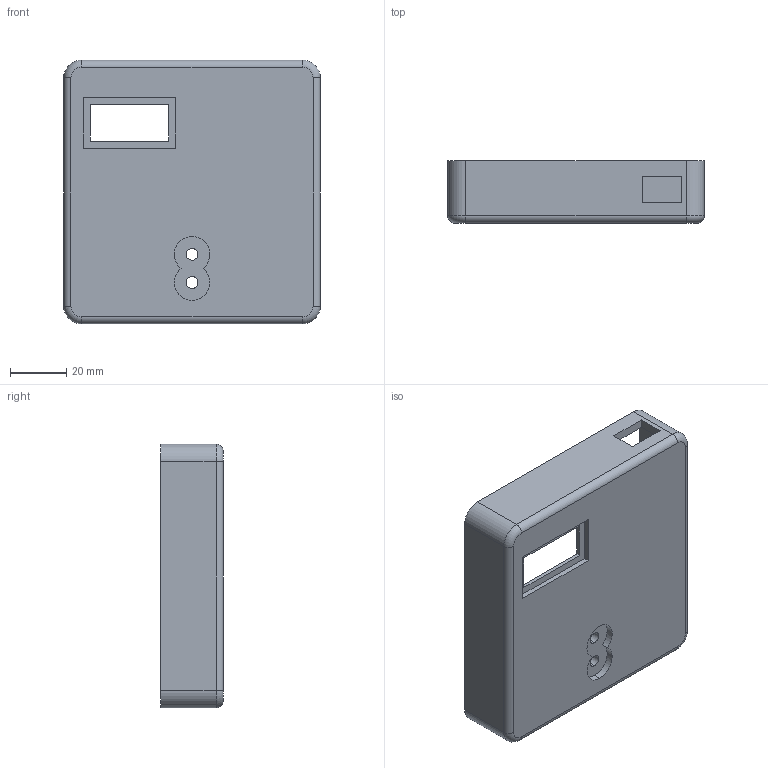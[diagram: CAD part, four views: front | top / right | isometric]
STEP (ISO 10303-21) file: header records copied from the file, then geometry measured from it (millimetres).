
FILE_DESCRIPTION (( 'STEP AP214' ), '1' );
FILE_NAME ('scale_top.STEP', '2024-03-27T19:19:54', ( '' ), ( '' ), 'SwSTEP 2.0', 'SolidWorks 2023', '' );
FILE_SCHEMA (( 'AUTOMOTIVE_DESIGN' ));
Length unit declared in the file: inch
Products named in the file (1): scale_top
Bounding box: 91.44 x 22.23 x 93.98 mm (x, y, z)
Volume: 49050.1 mm3; surface area: 32475.8 mm2
Topology: 1 solids, 1 shells, 67 faces, 184 edges, 120 vertices
Faces by surface type: plane 45, cylinder 18, torus 4
Entity records: 2163 total; most frequent: CARTESIAN_POINT 372, ORIENTED_EDGE 368, DIRECTION 362, EDGE_CURVE 184, VECTOR 142, LINE 142, VERTEX_POINT 120, AXIS2_PLACEMENT_3D 110
